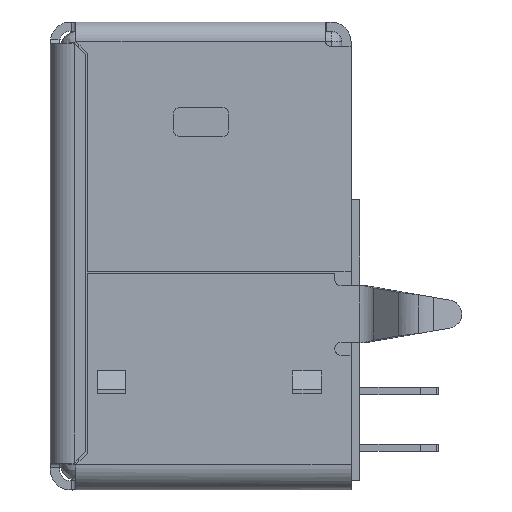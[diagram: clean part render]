
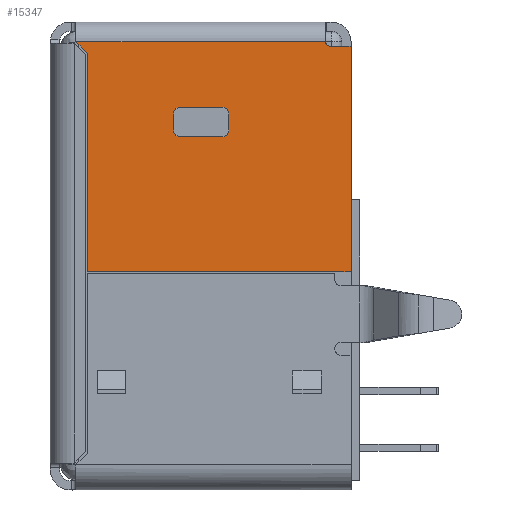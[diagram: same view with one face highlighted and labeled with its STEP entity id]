
A CAD part, left-side view. The second image highlights one B-rep face of the part: STEP entity #15347.
In plain terms, the highlighted planar face has unit normal (-1, 0, 0).
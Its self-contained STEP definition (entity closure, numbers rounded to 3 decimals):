
#32 = EDGE_CURVE ( 'NONE', #7064, #8804, #11698, .T. ) ;
#108 = CIRCLE ( 'NONE', #8327, 0.15 ) ;
#174 = DIRECTION ( 'NONE',  ( -1., 0., 0. ) ) ;
#225 = LINE ( 'NONE', #14348, #13606 ) ;
#451 = CARTESIAN_POINT ( 'NONE',  ( -6.05, 0.3, 0. ) ) ;
#780 = ORIENTED_EDGE ( 'NONE', *, *, #10712, .F. ) ;
#1288 = CARTESIAN_POINT ( 'NONE',  ( -6.05, 10., 7.55 ) ) ;
#1375 = CARTESIAN_POINT ( 'NONE',  ( -6.05, 4.86, 5.25 ) ) ;
#1390 = DIRECTION ( 'NONE',  ( -1., 0., 0. ) ) ;
#1412 = CARTESIAN_POINT ( 'NONE',  ( -6.05, 4.86, 5. ) ) ;
#1570 = ORIENTED_EDGE ( 'NONE', *, *, #32, .F. ) ;
#1675 = CARTESIAN_POINT ( 'NONE',  ( -6.05, -2.8, 0. ) ) ;
#1685 = VERTEX_POINT ( 'NONE', #5391 ) ;
#1900 = LINE ( 'NONE', #5016, #7586 ) ;
#2264 = CIRCLE ( 'NONE', #15253, 0.25 ) ;
#2430 = ORIENTED_EDGE ( 'NONE', *, *, #9764, .F. ) ;
#2574 = EDGE_CURVE ( 'NONE', #16775, #3674, #13244, .T. ) ;
#2582 = VECTOR ( 'NONE', #8073, 1000. ) ;
#2722 = CARTESIAN_POINT ( 'NONE',  ( -6.05, 1.2, 7.55 ) ) ;
#2830 = ORIENTED_EDGE ( 'NONE', *, *, #16431, .F. ) ;
#2852 = VERTEX_POINT ( 'NONE', #5701 ) ;
#2953 = CARTESIAN_POINT ( 'NONE',  ( -6.05, 6.56, 0. ) ) ;
#2977 = LINE ( 'NONE', #2953, #2582 ) ;
#3185 = CARTESIAN_POINT ( 'NONE',  ( -6.05, -2.8, 4.2 ) ) ;
#3370 = CARTESIAN_POINT ( 'NONE',  ( -6.05, 6.31, 5.25 ) ) ;
#3396 = VERTEX_POINT ( 'NONE', #12722 ) ;
#3644 = EDGE_CURVE ( 'NONE', #5108, #14203, #4916, .T. ) ;
#3674 = VERTEX_POINT ( 'NONE', #9203 ) ;
#3707 = DIRECTION ( 'NONE',  ( 0., 0., 1. ) ) ;
#3739 = FACE_BOUND ( 'NONE', #10142, .T. ) ;
#3865 = VERTEX_POINT ( 'NONE', #7324 ) ;
#4124 = EDGE_CURVE ( 'NONE', #3865, #2852, #225, .T. ) ;
#4165 = ORIENTED_EDGE ( 'NONE', *, *, #11090, .F. ) ;
#4264 = DIRECTION ( 'NONE',  ( 0., 0., -1. ) ) ;
#4306 = ORIENTED_EDGE ( 'NONE', *, *, #12658, .F. ) ;
#4784 = CARTESIAN_POINT ( 'NONE',  ( -6.05, 10., 7.55 ) ) ;
#4916 = LINE ( 'NONE', #7947, #5705 ) ;
#5016 = CARTESIAN_POINT ( 'NONE',  ( -6.05, -2.8, 5.25 ) ) ;
#5108 = VERTEX_POINT ( 'NONE', #9188 ) ;
#5134 = DIRECTION ( 'NONE',  ( 0., 0., 1. ) ) ;
#5391 = CARTESIAN_POINT ( 'NONE',  ( -6.05, 6.56, 4.45 ) ) ;
#5466 = VECTOR ( 'NONE', #13563, 1000. ) ;
#5470 = EDGE_CURVE ( 'NONE', #3396, #11450, #15607, .T. ) ;
#5701 = CARTESIAN_POINT ( 'NONE',  ( -6.05, 9.6, -0.55 ) ) ;
#5705 = VECTOR ( 'NONE', #13167, 1000. ) ;
#5868 = AXIS2_PLACEMENT_3D ( 'NONE', #11181, #15134, #8643 ) ;
#6041 = ORIENTED_EDGE ( 'NONE', *, *, #13157, .F. ) ;
#6085 = EDGE_CURVE ( 'NONE', #10059, #1685, #2977, .T. ) ;
#6360 = CARTESIAN_POINT ( 'NONE',  ( -6.05, 9.6, 7.15 ) ) ;
#6588 = ORIENTED_EDGE ( 'NONE', *, *, #2574, .F. ) ;
#6677 = LINE ( 'NONE', #3185, #5466 ) ;
#7064 = VERTEX_POINT ( 'NONE', #1288 ) ;
#7324 = CARTESIAN_POINT ( 'NONE',  ( -6.05, 0.3, -0.55 ) ) ;
#7422 = ORIENTED_EDGE ( 'NONE', *, *, #9453, .F. ) ;
#7455 = DIRECTION ( 'NONE',  ( 0., -1., 0. ) ) ;
#7515 = ORIENTED_EDGE ( 'NONE', *, *, #15545, .F. ) ;
#7586 = VECTOR ( 'NONE', #9145, 1000. ) ;
#7789 = DIRECTION ( 'NONE',  ( 0., 0., -1. ) ) ;
#7947 = CARTESIAN_POINT ( 'NONE',  ( -6.05, -2.8, 7.4 ) ) ;
#8073 = DIRECTION ( 'NONE',  ( 0., 0., -1. ) ) ;
#8327 = AXIS2_PLACEMENT_3D ( 'NONE', #9046, #1390, #3707 ) ;
#8473 = VECTOR ( 'NONE', #5134, 1000. ) ;
#8605 = CARTESIAN_POINT ( 'NONE',  ( -6.05, 0.3, 7.4 ) ) ;
#8643 = DIRECTION ( 'NONE',  ( 0., 0., -1. ) ) ;
#8662 = DIRECTION ( 'NONE',  ( 0., 0., 1. ) ) ;
#8690 = EDGE_CURVE ( 'NONE', #11450, #12264, #1900, .T. ) ;
#8777 = CARTESIAN_POINT ( 'NONE',  ( -6.05, 9.6, 0. ) ) ;
#8804 = VERTEX_POINT ( 'NONE', #2722 ) ;
#8916 = VERTEX_POINT ( 'NONE', #13321 ) ;
#9020 = FACE_OUTER_BOUND ( 'NONE', #15723, .T. ) ;
#9044 = CARTESIAN_POINT ( 'NONE',  ( -6.05, 4.61, 0. ) ) ;
#9046 = CARTESIAN_POINT ( 'NONE',  ( -6.05, 1.05, 7.55 ) ) ;
#9145 = DIRECTION ( 'NONE',  ( 0., 1., 0. ) ) ;
#9188 = CARTESIAN_POINT ( 'NONE',  ( -6.05, 1.05, 7.4 ) ) ;
#9203 = CARTESIAN_POINT ( 'NONE',  ( -6.05, 4.61, 4.45 ) ) ;
#9288 = DIRECTION ( 'NONE',  ( 0., 0., -1. ) ) ;
#9453 = EDGE_CURVE ( 'NONE', #16083, #7064, #16063, .T. ) ;
#9514 = DIRECTION ( 'NONE',  ( 0., 0., -1. ) ) ;
#9764 = EDGE_CURVE ( 'NONE', #1685, #8916, #2264, .T. ) ;
#10059 = VERTEX_POINT ( 'NONE', #14857 ) ;
#10142 = EDGE_LOOP ( 'NONE', ( #16671, #780, #11556, #12731, #6041, #6588, #4165, #2430 ) ) ;
#10299 = VECTOR ( 'NONE', #7455, 1000. ) ;
#10496 = CARTESIAN_POINT ( 'NONE',  ( -6.05, 6.31, 4.45 ) ) ;
#10575 = DIRECTION ( 'NONE',  ( -1., 0., 0. ) ) ;
#10588 = AXIS2_PLACEMENT_3D ( 'NONE', #1412, #10575, #9288 ) ;
#10712 = EDGE_CURVE ( 'NONE', #12264, #10059, #11142, .T. ) ;
#10744 = DIRECTION ( 'NONE',  ( 1., 0., 0. ) ) ;
#10909 = PLANE ( 'NONE',  #16478 ) ;
#11090 = EDGE_CURVE ( 'NONE', #8916, #16775, #6677, .T. ) ;
#11142 = CIRCLE ( 'NONE', #5868, 0.25 ) ;
#11181 = CARTESIAN_POINT ( 'NONE',  ( -6.05, 6.31, 5. ) ) ;
#11450 = VERTEX_POINT ( 'NONE', #1375 ) ;
#11468 = ORIENTED_EDGE ( 'NONE', *, *, #4124, .F. ) ;
#11556 = ORIENTED_EDGE ( 'NONE', *, *, #8690, .F. ) ;
#11654 = DIRECTION ( 'NONE',  ( 0., 0., -1. ) ) ;
#11698 = LINE ( 'NONE', #4784, #10299 ) ;
#12198 = CARTESIAN_POINT ( 'NONE',  ( -6.05, 9.6, 7.15 ) ) ;
#12264 = VERTEX_POINT ( 'NONE', #3370 ) ;
#12311 = LINE ( 'NONE', #9044, #8473 ) ;
#12658 = EDGE_CURVE ( 'NONE', #2852, #16083, #15993, .T. ) ;
#12722 = CARTESIAN_POINT ( 'NONE',  ( -6.05, 4.61, 5. ) ) ;
#12731 = ORIENTED_EDGE ( 'NONE', *, *, #5470, .F. ) ;
#12827 = LINE ( 'NONE', #451, #15886 ) ;
#13157 = EDGE_CURVE ( 'NONE', #3674, #3396, #12311, .T. ) ;
#13167 = DIRECTION ( 'NONE',  ( 0., -1., 0. ) ) ;
#13202 = ORIENTED_EDGE ( 'NONE', *, *, #3644, .F. ) ;
#13232 = VECTOR ( 'NONE', #16193, 1000. ) ;
#13244 = CIRCLE ( 'NONE', #16089, 0.25 ) ;
#13321 = CARTESIAN_POINT ( 'NONE',  ( -6.05, 6.31, 4.2 ) ) ;
#13563 = DIRECTION ( 'NONE',  ( 0., -1., 0. ) ) ;
#13606 = VECTOR ( 'NONE', #16777, 1000. ) ;
#13963 = VECTOR ( 'NONE', #8662, 1000. ) ;
#14203 = VERTEX_POINT ( 'NONE', #8605 ) ;
#14348 = CARTESIAN_POINT ( 'NONE',  ( -6.05, -2.8, -0.55 ) ) ;
#14500 = CARTESIAN_POINT ( 'NONE',  ( -6.05, 4.86, 4.2 ) ) ;
#14857 = CARTESIAN_POINT ( 'NONE',  ( -6.05, 6.56, 5. ) ) ;
#15134 = DIRECTION ( 'NONE',  ( -1., 0., 0. ) ) ;
#15253 = AXIS2_PLACEMENT_3D ( 'NONE', #10496, #15671, #7789 ) ;
#15347 = ADVANCED_FACE ( 'NONE', ( #3739, #9020 ), #10909, .F. ) ;
#15542 = CARTESIAN_POINT ( 'NONE',  ( -6.05, 4.86, 4.45 ) ) ;
#15545 = EDGE_CURVE ( 'NONE', #8804, #5108, #108, .T. ) ;
#15607 = CIRCLE ( 'NONE', #10588, 0.25 ) ;
#15671 = DIRECTION ( 'NONE',  ( -1., 0., 0. ) ) ;
#15723 = EDGE_LOOP ( 'NONE', ( #11468, #2830, #13202, #7515, #1570, #7422, #4306 ) ) ;
#15886 = VECTOR ( 'NONE', #9514, 1000. ) ;
#15993 = LINE ( 'NONE', #8777, #13963 ) ;
#16063 = LINE ( 'NONE', #12198, #13232 ) ;
#16083 = VERTEX_POINT ( 'NONE', #6360 ) ;
#16089 = AXIS2_PLACEMENT_3D ( 'NONE', #15542, #174, #11654 ) ;
#16193 = DIRECTION ( 'NONE',  ( 0., 0.707, 0.707 ) ) ;
#16431 = EDGE_CURVE ( 'NONE', #14203, #3865, #12827, .T. ) ;
#16478 = AXIS2_PLACEMENT_3D ( 'NONE', #1675, #10744, #4264 ) ;
#16671 = ORIENTED_EDGE ( 'NONE', *, *, #6085, .F. ) ;
#16775 = VERTEX_POINT ( 'NONE', #14500 ) ;
#16777 = DIRECTION ( 'NONE',  ( 0., 1., 0. ) ) ;
